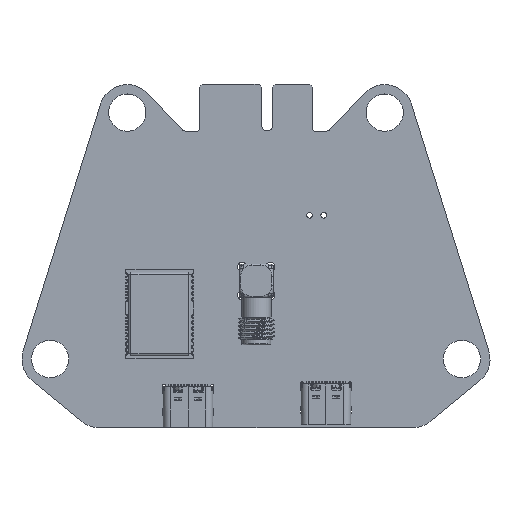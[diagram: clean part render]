
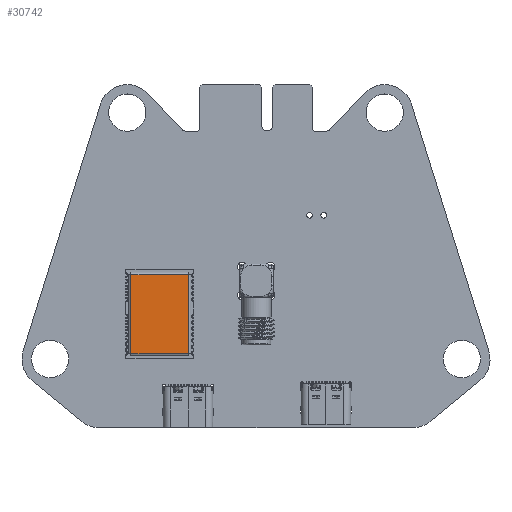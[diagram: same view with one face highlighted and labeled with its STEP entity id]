
A CAD part, top view. The second image highlights one B-rep face of the part: STEP entity #30742.
In plain terms, the highlighted face is planar.
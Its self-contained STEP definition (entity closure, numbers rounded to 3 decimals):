
#29993 = VERTEX_POINT('',#29994);
#29994 = CARTESIAN_POINT('',(-5.2,2.6,-7.1));
#30010 = VERTEX_POINT('',#30011);
#30011 = CARTESIAN_POINT('',(-5.2,2.6,7.1));
#30018 = EDGE_CURVE('',#29993,#30010,#30019,.T.);
#30019 = LINE('',#30020,#30021);
#30020 = CARTESIAN_POINT('',(-5.2,2.6,-7.293));
#30021 = VECTOR('',#30022,1.);
#30022 = DIRECTION('',(-0.,0.,1.));
#30271 = VERTEX_POINT('',#30272);
#30272 = CARTESIAN_POINT('',(5.2,2.6,-7.1));
#30281 = EDGE_CURVE('',#30282,#30271,#30284,.T.);
#30282 = VERTEX_POINT('',#30283);
#30283 = CARTESIAN_POINT('',(5.2,2.6,7.1));
#30284 = LINE('',#30285,#30286);
#30285 = CARTESIAN_POINT('',(5.2,2.6,7.293));
#30286 = VECTOR('',#30287,1.);
#30287 = DIRECTION('',(-0.,0.,-1.));
#30742 = ADVANCED_FACE('',(#30743),#30759,.F.);
#30743 = FACE_BOUND('',#30744,.T.);
#30744 = EDGE_LOOP('',(#30745,#30751,#30752,#30758));
#30745 = ORIENTED_EDGE('',*,*,#30746,.T.);
#30746 = EDGE_CURVE('',#30010,#30282,#30747,.T.);
#30747 = LINE('',#30748,#30749);
#30748 = CARTESIAN_POINT('',(-5.393,2.6,7.1));
#30749 = VECTOR('',#30750,1.);
#30750 = DIRECTION('',(1.,0.,0.));
#30751 = ORIENTED_EDGE('',*,*,#30281,.T.);
#30752 = ORIENTED_EDGE('',*,*,#30753,.T.);
#30753 = EDGE_CURVE('',#30271,#29993,#30754,.T.);
#30754 = LINE('',#30755,#30756);
#30755 = CARTESIAN_POINT('',(5.393,2.6,-7.1));
#30756 = VECTOR('',#30757,1.);
#30757 = DIRECTION('',(-1.,0.,0.));
#30758 = ORIENTED_EDGE('',*,*,#30018,.T.);
#30759 = PLANE('',#30760);
#30760 = AXIS2_PLACEMENT_3D('',#30761,#30762,#30763);
#30761 = CARTESIAN_POINT('',(0.,2.6,0.));
#30762 = DIRECTION('',(0.,-1.,0.));
#30763 = DIRECTION('',(0.,-0.,-1.));
